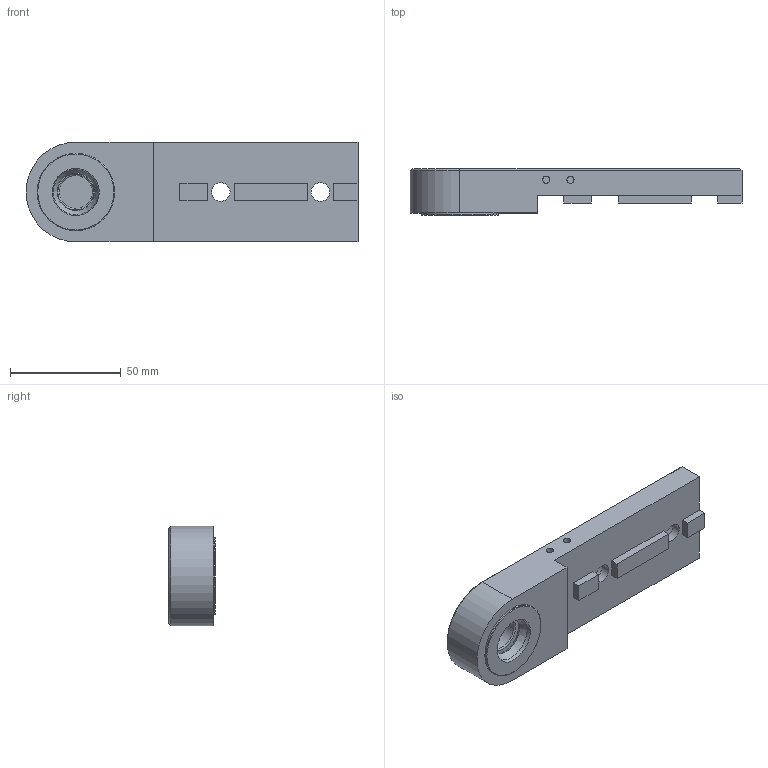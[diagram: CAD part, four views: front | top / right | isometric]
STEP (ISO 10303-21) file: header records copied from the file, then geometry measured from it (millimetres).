
FILE_DESCRIPTION(/* description */ ('Přír. upev. deska + ložisko a gufero, verII, obrobek'),/* implementation_level */ '2;1');
FILE_NAME(/* name */ '904501.stp',/* time_stamp */ '2019-10-04T16:54:05+02:00',/* author */ ('Roudna'),/* organization */ ('Alutec K&K'),/* preprocessor_version */ 'ST-DEVELOPER v17',/* originating_system */ 'Autodesk Inventor 2018',/* authorisation */ '');
FILE_SCHEMA (('AUTOMOTIVE_DESIGN { 1 0 10303 214 3 1 1 }'));
Length unit declared in the file: millimetre
Products named in the file (1): 904501_verII
Bounding box: 150 x 21 x 45 mm (x, y, z)
Volume: 87059.5 mm3; surface area: 32164.1 mm2
Topology: 38 solids, 38 shells, 109 faces, 307 edges, 218 vertices
Faces by surface type: plane 40, sphere 35, cylinder 19, torus 10, cone 5
Full cylindrical faces by diameter (mm): 3.242 x4, 8.4 x2, 13.5 x2, 15 x1, 21.2 x1, 21.52 x3, 29 x1, 32.5 x1, 35 x3
Entity records: 3414 total; most frequent: DIRECTION 613, CARTESIAN_POINT 565, ORIENTED_EDGE 474, AXIS2_PLACEMENT_3D 266, EDGE_CURVE 237, VERTEX_POINT 218, CIRCLE 156, EDGE_LOOP 133
